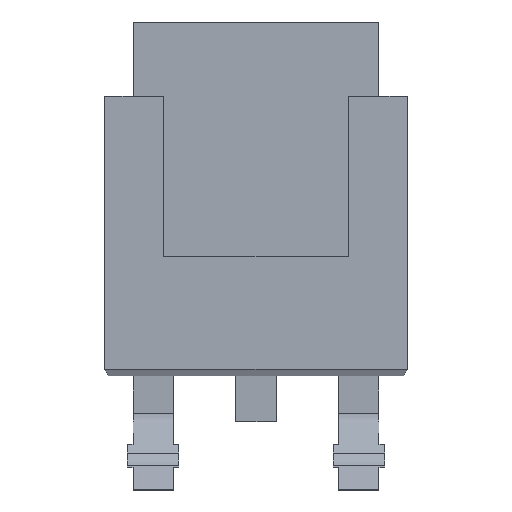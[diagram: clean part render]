
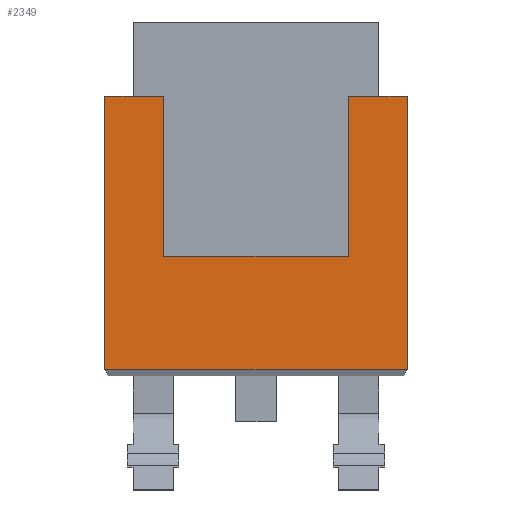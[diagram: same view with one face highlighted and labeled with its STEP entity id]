
A CAD part, top view. The second image highlights one B-rep face of the part: STEP entity #2349.
In plain terms, the highlighted planar face has unit normal (0, 0, 1).
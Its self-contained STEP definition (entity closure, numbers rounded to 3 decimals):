
#29 = VERTEX_POINT ( 'NONE', #2104 ) ;
#45 = LINE ( 'NONE', #462, #80 ) ;
#48 = DIRECTION ( 'NONE',  ( 0., -1., 0. ) ) ;
#80 = VECTOR ( 'NONE', #1756, 1000. ) ;
#167 = ORIENTED_EDGE ( 'NONE', *, *, #2663, .F. ) ;
#214 = CARTESIAN_POINT ( 'NONE',  ( 2.055, -0.45, 1.195 ) ) ;
#276 = VECTOR ( 'NONE', #675, 1000. ) ;
#278 = CARTESIAN_POINT ( 'NONE',  ( 2.055, -0.45, 1.195 ) ) ;
#310 = DIRECTION ( 'NONE',  ( 1., 0., 0. ) ) ;
#448 = EDGE_CURVE ( 'NONE', #2600, #3273, #1135, .T. ) ;
#461 = EDGE_CURVE ( 'NONE', #632, #645, #3106, .T. ) ;
#462 = CARTESIAN_POINT ( 'NONE',  ( -3.365, 3.11, 1.195 ) ) ;
#494 = CARTESIAN_POINT ( 'NONE',  ( 0., -2.97, 1.195 ) ) ;
#585 = ORIENTED_EDGE ( 'NONE', *, *, #1857, .F. ) ;
#589 = ORIENTED_EDGE ( 'NONE', *, *, #448, .T. ) ;
#608 = CARTESIAN_POINT ( 'NONE',  ( -2.055, 3.11, 1.195 ) ) ;
#632 = VERTEX_POINT ( 'NONE', #1012 ) ;
#644 = DIRECTION ( 'NONE',  ( 0., 1., 0. ) ) ;
#645 = VERTEX_POINT ( 'NONE', #3040 ) ;
#668 = EDGE_CURVE ( 'NONE', #645, #29, #2670, .T. ) ;
#675 = DIRECTION ( 'NONE',  ( 0., -1., 0. ) ) ;
#763 = DIRECTION ( 'NONE',  ( -1., 0., 0. ) ) ;
#771 = VECTOR ( 'NONE', #3344, 1000. ) ;
#958 = ORIENTED_EDGE ( 'NONE', *, *, #1373, .F. ) ;
#988 = CARTESIAN_POINT ( 'NONE',  ( -3.365, 3.11, 1.195 ) ) ;
#1012 = CARTESIAN_POINT ( 'NONE',  ( 3.365, -2.97, 1.195 ) ) ;
#1024 = ORIENTED_EDGE ( 'NONE', *, *, #668, .T. ) ;
#1064 = CARTESIAN_POINT ( 'NONE',  ( 2.055, -0.45, 1.195 ) ) ;
#1135 = LINE ( 'NONE', #2695, #276 ) ;
#1144 = LINE ( 'NONE', #494, #771 ) ;
#1201 = EDGE_CURVE ( 'NONE', #2101, #2135, #2953, .T. ) ;
#1202 = ORIENTED_EDGE ( 'NONE', *, *, #461, .T. ) ;
#1373 = EDGE_CURVE ( 'NONE', #632, #3273, #1144, .T. ) ;
#1414 = CARTESIAN_POINT ( 'NONE',  ( 3.365, 3.11, 1.195 ) ) ;
#1525 = CARTESIAN_POINT ( 'NONE',  ( 0., 0., 1.195 ) ) ;
#1591 = DIRECTION ( 'NONE',  ( 0., 1., 0. ) ) ;
#1634 = VECTOR ( 'NONE', #1591, 1000. ) ;
#1696 = LINE ( 'NONE', #3124, #2737 ) ;
#1715 = EDGE_LOOP ( 'NONE', ( #958, #1202, #1024, #167, #3207, #585, #1898, #589 ) ) ;
#1756 = DIRECTION ( 'NONE',  ( -1., 0., 0. ) ) ;
#1780 = VECTOR ( 'NONE', #644, 1000. ) ;
#1810 = DIRECTION ( 'NONE',  ( 0., 0., 1. ) ) ;
#1818 = AXIS2_PLACEMENT_3D ( 'NONE', #1525, #1810, #3054 ) ;
#1857 = EDGE_CURVE ( 'NONE', #1938, #2101, #1696, .T. ) ;
#1898 = ORIENTED_EDGE ( 'NONE', *, *, #3367, .T. ) ;
#1938 = VERTEX_POINT ( 'NONE', #608 ) ;
#2047 = CARTESIAN_POINT ( 'NONE',  ( -3.365, 3.11, 1.195 ) ) ;
#2101 = VERTEX_POINT ( 'NONE', #3305 ) ;
#2104 = CARTESIAN_POINT ( 'NONE',  ( 2.055, 3.11, 1.195 ) ) ;
#2135 = VERTEX_POINT ( 'NONE', #214 ) ;
#2349 = ADVANCED_FACE ( 'NONE', ( #3095 ), #2732, .T. ) ;
#2434 = CARTESIAN_POINT ( 'NONE',  ( -3.365, -2.97, 1.195 ) ) ;
#2600 = VERTEX_POINT ( 'NONE', #988 ) ;
#2642 = LINE ( 'NONE', #1064, #1634 ) ;
#2663 = EDGE_CURVE ( 'NONE', #2135, #29, #2642, .T. ) ;
#2670 = LINE ( 'NONE', #2047, #2781 ) ;
#2695 = CARTESIAN_POINT ( 'NONE',  ( -3.365, 3.11, 1.195 ) ) ;
#2732 = PLANE ( 'NONE',  #1818 ) ;
#2737 = VECTOR ( 'NONE', #48, 1000. ) ;
#2781 = VECTOR ( 'NONE', #763, 1000. ) ;
#2866 = VECTOR ( 'NONE', #310, 1000. ) ;
#2953 = LINE ( 'NONE', #278, #2866 ) ;
#3040 = CARTESIAN_POINT ( 'NONE',  ( 3.365, 3.11, 1.195 ) ) ;
#3054 = DIRECTION ( 'NONE',  ( 1., 0., 0. ) ) ;
#3095 = FACE_OUTER_BOUND ( 'NONE', #1715, .T. ) ;
#3106 = LINE ( 'NONE', #1414, #1780 ) ;
#3124 = CARTESIAN_POINT ( 'NONE',  ( -2.055, -0.45, 1.195 ) ) ;
#3207 = ORIENTED_EDGE ( 'NONE', *, *, #1201, .F. ) ;
#3273 = VERTEX_POINT ( 'NONE', #2434 ) ;
#3305 = CARTESIAN_POINT ( 'NONE',  ( -2.055, -0.45, 1.195 ) ) ;
#3344 = DIRECTION ( 'NONE',  ( -1., 0., 0. ) ) ;
#3367 = EDGE_CURVE ( 'NONE', #1938, #2600, #45, .T. ) ;
